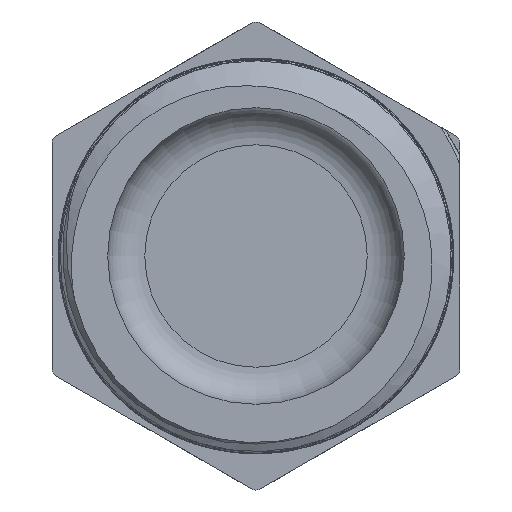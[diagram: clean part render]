
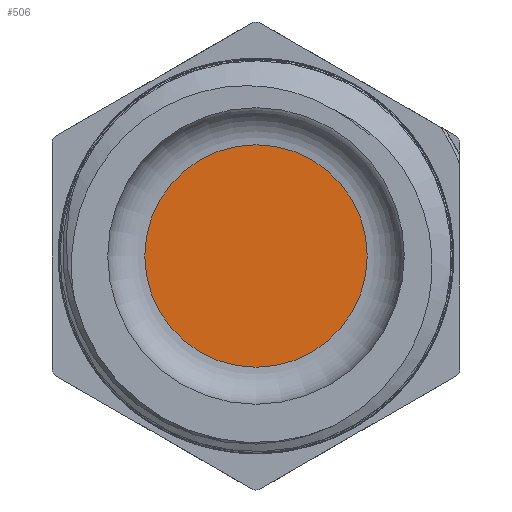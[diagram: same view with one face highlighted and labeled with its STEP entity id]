
A CAD part, front view. The second image highlights one B-rep face of the part: STEP entity #506.
In plain terms, the highlighted planar face has unit normal (0, -1, 0).
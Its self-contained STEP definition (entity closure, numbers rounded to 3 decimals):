
#58=PLANE('',#570);
#84=FACE_OUTER_BOUND('',#119,.T.);
#119=EDGE_LOOP('',(#427));
#147=CIRCLE('',#566,6.);
#247=VERTEX_POINT('',#861);
#314=EDGE_CURVE('',#247,#247,#147,.T.);
#427=ORIENTED_EDGE('',*,*,#314,.F.);
#506=ADVANCED_FACE('',(#84),#58,.T.);
#566=AXIS2_PLACEMENT_3D('',#862,#686,#687);
#570=AXIS2_PLACEMENT_3D('',#868,#694,#695);
#686=DIRECTION('center_axis',(0.,1.,0.));
#687=DIRECTION('ref_axis',(-1.,0.,0.));
#694=DIRECTION('center_axis',(0.,-1.,0.));
#695=DIRECTION('ref_axis',(0.,0.,-1.));
#861=CARTESIAN_POINT('',(6.,0.,0.));
#862=CARTESIAN_POINT('Origin',(0.,0.,0.));
#868=CARTESIAN_POINT('Origin',(0.,0.,0.));
